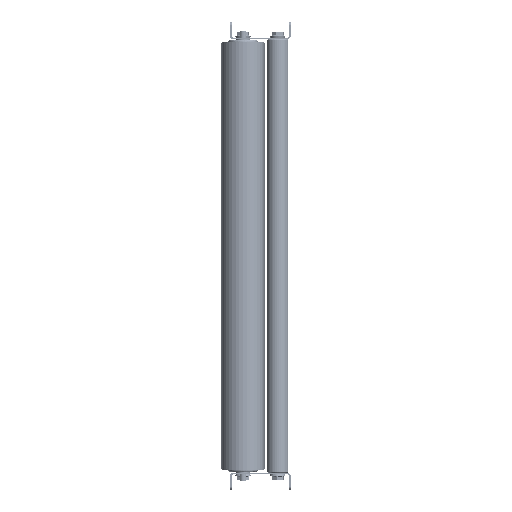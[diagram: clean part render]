
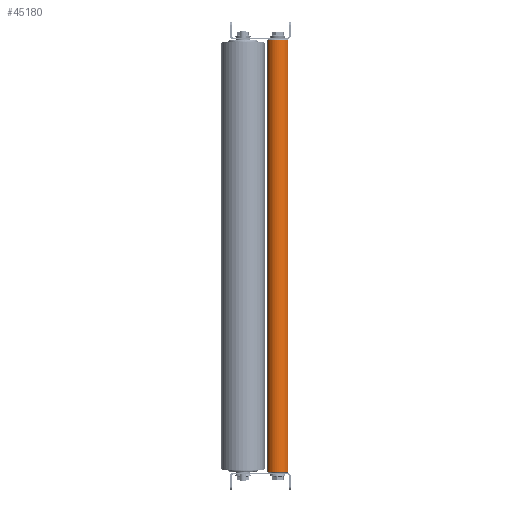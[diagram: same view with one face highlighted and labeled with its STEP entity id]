
A CAD part, left-side view. The second image highlights one B-rep face of the part: STEP entity #45180.
In plain terms, the highlighted cylindrical face has radius 12.5 mm (diameter 25 mm), a partial arc.
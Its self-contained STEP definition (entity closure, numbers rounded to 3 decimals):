
#96 = CARTESIAN_POINT ( 'NONE',  ( 1., 0., 12.5 ) ) ;
#1936 = AXIS2_PLACEMENT_3D ( 'NONE', #16178, #32027, #28050 ) ;
#4192 = AXIS2_PLACEMENT_3D ( 'NONE', #47412, #31537, #36238 ) ;
#6268 = DIRECTION ( 'NONE',  ( -1., 0., 0. ) ) ;
#9510 = VECTOR ( 'NONE', #35322, 1000. ) ;
#11665 = EDGE_CURVE ( 'NONE', #32165, #18965, #32618, .T. ) ;
#12793 = EDGE_LOOP ( 'NONE', ( #30943, #25828, #52150, #23234 ) ) ;
#14513 = CIRCLE ( 'NONE', #44022, 12.5 ) ;
#14784 = CARTESIAN_POINT ( 'NONE',  ( 499., 0., 0. ) ) ;
#16178 = CARTESIAN_POINT ( 'NONE',  ( 1., 0., 0. ) ) ;
#18180 = LINE ( 'NONE', #51942, #42797 ) ;
#18965 = VERTEX_POINT ( 'NONE', #46047 ) ;
#19055 = CARTESIAN_POINT ( 'NONE',  ( 499., 0., 12.5 ) ) ;
#20154 = FACE_OUTER_BOUND ( 'NONE', #12793, .T. ) ;
#21922 = EDGE_CURVE ( 'NONE', #25460, #27134, #18180, .T. ) ;
#23234 = ORIENTED_EDGE ( 'NONE', *, *, #21922, .F. ) ;
#23874 = EDGE_CURVE ( 'NONE', #25460, #32165, #14513, .T. ) ;
#25460 = VERTEX_POINT ( 'NONE', #19055 ) ;
#25828 = ORIENTED_EDGE ( 'NONE', *, *, #11665, .T. ) ;
#27134 = VERTEX_POINT ( 'NONE', #96 ) ;
#28050 = DIRECTION ( 'NONE',  ( 0., 0., -1. ) ) ;
#28641 = CARTESIAN_POINT ( 'NONE',  ( 500., 0., -12.5 ) ) ;
#29504 = CARTESIAN_POINT ( 'NONE',  ( 499., 0., -12.5 ) ) ;
#30943 = ORIENTED_EDGE ( 'NONE', *, *, #23874, .T. ) ;
#31537 = DIRECTION ( 'NONE',  ( -1., 0., 0. ) ) ;
#32027 = DIRECTION ( 'NONE',  ( 1., 0., 0. ) ) ;
#32165 = VERTEX_POINT ( 'NONE', #29504 ) ;
#32618 = LINE ( 'NONE', #28641, #9510 ) ;
#35210 = CYLINDRICAL_SURFACE ( 'NONE', #4192, 12.5 ) ;
#35322 = DIRECTION ( 'NONE',  ( -1., 0., 0. ) ) ;
#36238 = DIRECTION ( 'NONE',  ( 0., 0., 1. ) ) ;
#39309 = DIRECTION ( 'NONE',  ( 0., 0., -1. ) ) ;
#41586 = CIRCLE ( 'NONE', #1936, 12.5 ) ;
#42797 = VECTOR ( 'NONE', #6268, 1000. ) ;
#44022 = AXIS2_PLACEMENT_3D ( 'NONE', #14784, #50985, #39309 ) ;
#45180 = ADVANCED_FACE ( 'NONE', ( #20154 ), #35210, .T. ) ;
#46047 = CARTESIAN_POINT ( 'NONE',  ( 1., 0., -12.5 ) ) ;
#47412 = CARTESIAN_POINT ( 'NONE',  ( 500., 0., 0. ) ) ;
#50549 = EDGE_CURVE ( 'NONE', #18965, #27134, #41586, .T. ) ;
#50985 = DIRECTION ( 'NONE',  ( -1., 0., 0. ) ) ;
#51942 = CARTESIAN_POINT ( 'NONE',  ( 500., 0., 12.5 ) ) ;
#52150 = ORIENTED_EDGE ( 'NONE', *, *, #50549, .T. ) ;
